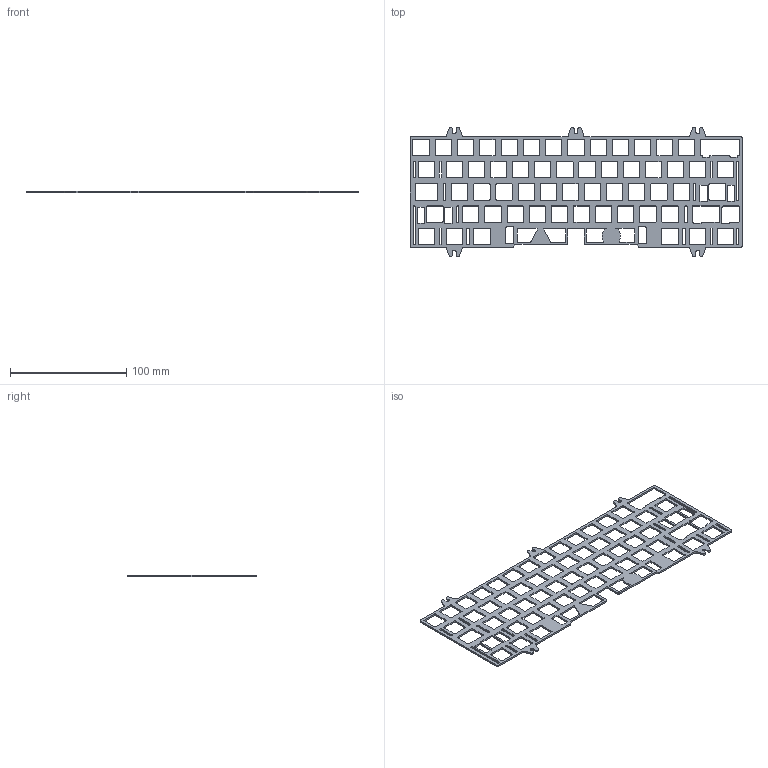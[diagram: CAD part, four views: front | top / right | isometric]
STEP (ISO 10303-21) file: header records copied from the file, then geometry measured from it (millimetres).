
FILE_DESCRIPTION(/* description */ (''),/* implementation_level */ '2;1');
FILE_NAME(/* name */ '959 Mini Plate (ANSI semi-fixed).step',/* time_stamp */ '2022-02-25T11:16:40+00:00',/* author */ (''),/* organization */ (''),/* preprocessor_version */ 'ST-DEVELOPER v18.1',/* originating_system */ 'Autodesk Translation Framework v10.13.0.1454',/* authorisation */ '');
FILE_SCHEMA (('AUTOMOTIVE_DESIGN { 1 0 10303 214 3 1 1 }'));
Length unit declared in the file: millimetre
Products named in the file (1): Semi-fixed ANSI Plate
Bounding box: 285.75 x 110.85 x 1.5 mm (x, y, z)
Volume: 19686.9 mm3; surface area: 34117.1 mm2
Topology: 1 solids, 1 shells, 790 faces, 2364 edges, 1576 vertices
Faces by surface type: plane 399, cylinder 391
Entity records: 27186 total; most frequent: CARTESIAN_POINT 4731, ORIENTED_EDGE 4728, DIRECTION 4728, EDGE_CURVE 2364, LINE 1582, VECTOR 1582, VERTEX_POINT 1576, AXIS2_PLACEMENT_3D 1573
